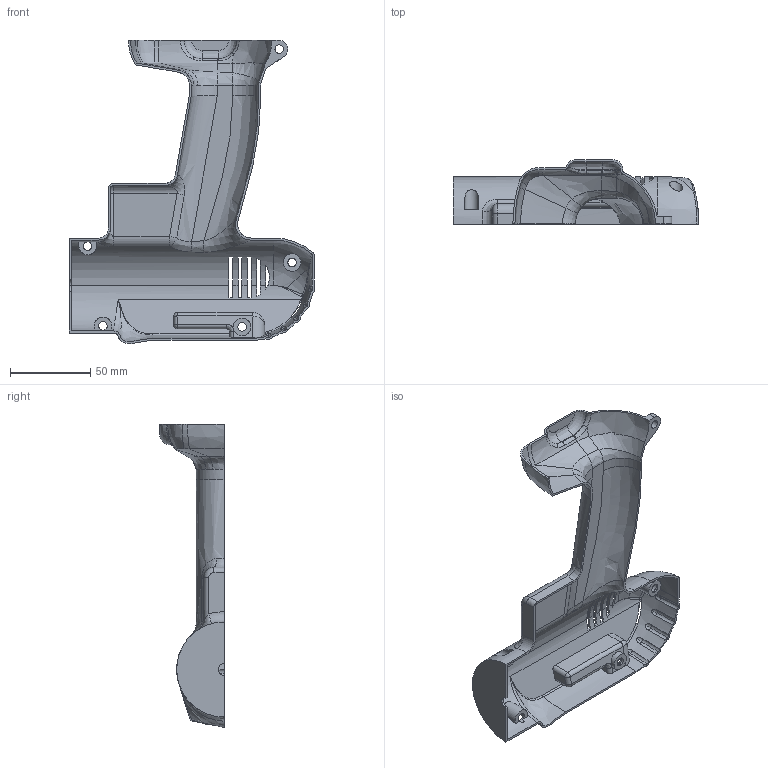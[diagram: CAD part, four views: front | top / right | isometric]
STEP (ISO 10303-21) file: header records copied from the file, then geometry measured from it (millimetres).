
FILE_DESCRIPTION(('produced by SPATIAL CORP'),'2;1');
FILE_NAME( 'housing_mold_ref.prt.hh.sat.stp','2002-04-19T13:40:40+00:00',('SPATIAL CORP'),('SPATIAL CORP'), 'ACIS STEP Husk','http://www.spatial.com','SPATIAL CORP');
FILE_SCHEMA(('CONFIG_CONTROL_DESIGN'));
Length unit declared in the file: millimetre
Products named in the file (1): PRODUCT_ID_1
Bounding box: 152.65 x 40.01 x 188.53 mm (x, y, z)
Volume: 37596.9 mm3; surface area: 59841.8 mm2
Topology: 1 solids, 1 shells, 290 faces, 775 edges, 478 vertices
Faces by surface type: bspline 104, cylinder 72, plane 64, torus 44, sphere 6
Entity records: 15003 total; most frequent: CARTESIAN_POINT 8892, ORIENTED_EDGE 1538, DIRECTION 1053, EDGE_CURVE 769, VERTEX_POINT 478, AXIS2_PLACEMENT_3D 415, EDGE_LOOP 307, FACE_BOUND 307
